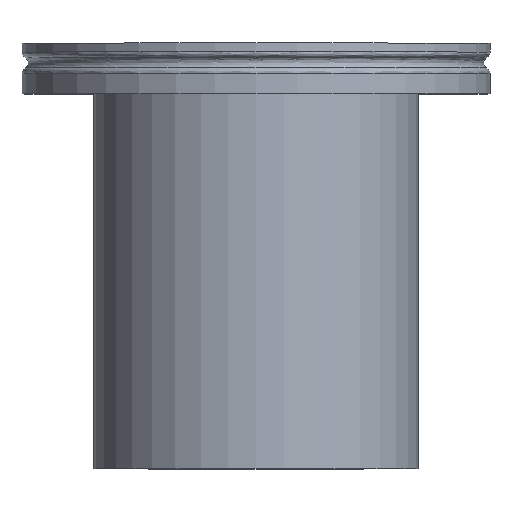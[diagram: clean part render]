
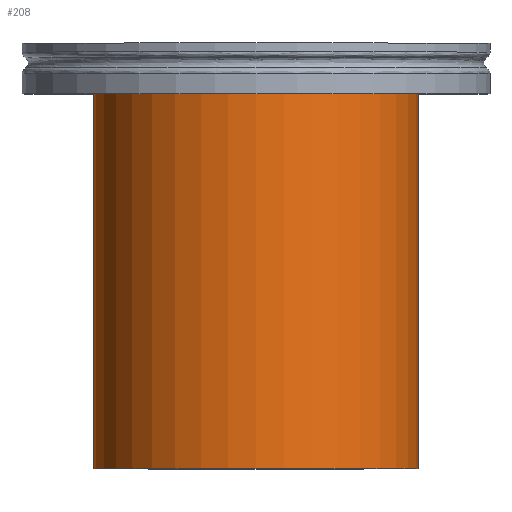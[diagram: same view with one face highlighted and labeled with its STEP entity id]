
A CAD part, top view. The second image highlights one B-rep face of the part: STEP entity #208.
In plain terms, the highlighted cylindrical face has radius 38.1 mm (diameter 76.2 mm), a full revolution.
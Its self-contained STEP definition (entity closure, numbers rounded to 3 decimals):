
#34 = CARTESIAN_POINT ( 'NONE',  ( 0., 0., 0. ) ) ;
#62 = AXIS2_PLACEMENT_3D ( 'NONE', #34, #583, #217 ) ;
#93 = EDGE_CURVE ( 'NONE', #717, #717, #457, .T. ) ;
#131 = ORIENTED_EDGE ( 'NONE', *, *, #637, .T. ) ;
#208 = ADVANCED_FACE ( 'NONE', ( #864, #926 ), #569, .T. ) ;
#217 = DIRECTION ( 'NONE',  ( 0., 0., -1. ) ) ;
#247 = CARTESIAN_POINT ( 'NONE',  ( 93.7, 0., -38.1 ) ) ;
#300 = DIRECTION ( 'NONE',  ( 0., 0., -1. ) ) ;
#457 = CIRCLE ( 'NONE', #539, 38.1 ) ;
#480 = AXIS2_PLACEMENT_3D ( 'NONE', #573, #954, #727 ) ;
#526 = DIRECTION ( 'NONE',  ( 1., 0., 0. ) ) ;
#539 = AXIS2_PLACEMENT_3D ( 'NONE', #686, #526, #300 ) ;
#569 = CYLINDRICAL_SURFACE ( 'NONE', #62, 38.1 ) ;
#573 = CARTESIAN_POINT ( 'NONE',  ( 93.7, 0., 0. ) ) ;
#583 = DIRECTION ( 'NONE',  ( 1., 0., 0. ) ) ;
#637 = EDGE_CURVE ( 'NONE', #648, #648, #802, .T. ) ;
#648 = VERTEX_POINT ( 'NONE', #247 ) ;
#686 = CARTESIAN_POINT ( 'NONE',  ( 0., 0., 0. ) ) ;
#703 = EDGE_LOOP ( 'NONE', ( #131 ) ) ;
#717 = VERTEX_POINT ( 'NONE', #794 ) ;
#727 = DIRECTION ( 'NONE',  ( 0., 0., -1. ) ) ;
#794 = CARTESIAN_POINT ( 'NONE',  ( 0., 0., -38.1 ) ) ;
#802 = CIRCLE ( 'NONE', #480, 38.1 ) ;
#864 = FACE_OUTER_BOUND ( 'NONE', #893, .T. ) ;
#893 = EDGE_LOOP ( 'NONE', ( #934 ) ) ;
#926 = FACE_OUTER_BOUND ( 'NONE', #703, .T. ) ;
#934 = ORIENTED_EDGE ( 'NONE', *, *, #93, .T. ) ;
#954 = DIRECTION ( 'NONE',  ( -1., 0., 0. ) ) ;
